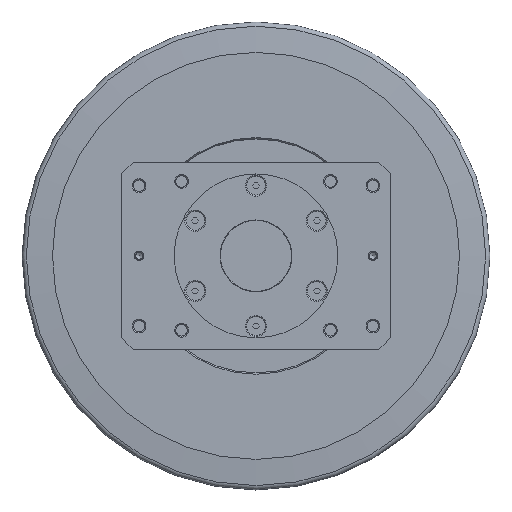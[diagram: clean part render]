
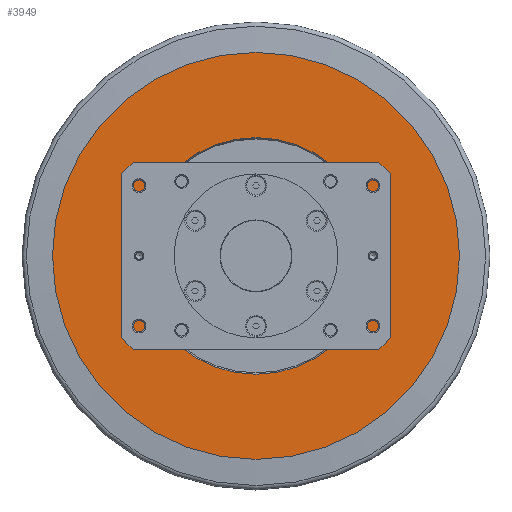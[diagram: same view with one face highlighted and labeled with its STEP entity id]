
A CAD part, top view. The second image highlights one B-rep face of the part: STEP entity #3949.
In plain terms, the highlighted planar face has unit normal (0, 0, 1).
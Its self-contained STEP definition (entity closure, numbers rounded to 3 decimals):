
#812=FACE_BOUND('',#1211,.T.);
#971=FACE_OUTER_BOUND('',#1210,.T.);
#1210=EDGE_LOOP('',(#3111,#3112));
#1211=EDGE_LOOP('',(#3113));
#1411=CIRCLE('',#4282,87.);
#1412=CIRCLE('',#4283,87.);
#1413=CIRCLE('',#4285,50.577);
#1769=VERTEX_POINT('',#6368);
#1770=VERTEX_POINT('',#6370);
#1771=VERTEX_POINT('',#6374);
#2251=EDGE_CURVE('',#1769,#1770,#1411,.T.);
#2252=EDGE_CURVE('',#1770,#1769,#1412,.T.);
#2253=EDGE_CURVE('',#1771,#1771,#1413,.T.);
#3111=ORIENTED_EDGE('',*,*,#2252,.F.);
#3112=ORIENTED_EDGE('',*,*,#2251,.F.);
#3113=ORIENTED_EDGE('',*,*,#2253,.F.);
#3567=PLANE('',#4287);
#3949=ADVANCED_FACE('',(#971,#812),#3567,.T.);
#4282=AXIS2_PLACEMENT_3D('',#6371,#5199,#5200);
#4283=AXIS2_PLACEMENT_3D('',#6372,#5201,#5202);
#4285=AXIS2_PLACEMENT_3D('',#6375,#5205,#5206);
#4287=AXIS2_PLACEMENT_3D('',#6379,#5210,#5211);
#5199=DIRECTION('center_axis',(0.,0.,-1.));
#5200=DIRECTION('ref_axis',(-1.,0.,0.));
#5201=DIRECTION('center_axis',(0.,0.,-1.));
#5202=DIRECTION('ref_axis',(-1.,0.,0.));
#5205=DIRECTION('center_axis',(0.,0.,1.));
#5206=DIRECTION('ref_axis',(0.,-1.,0.));
#5210=DIRECTION('center_axis',(0.,0.,1.));
#5211=DIRECTION('ref_axis',(1.,0.,0.));
#6368=CARTESIAN_POINT('',(0.,-87.,24.8));
#6370=CARTESIAN_POINT('',(0.,87.,24.8));
#6371=CARTESIAN_POINT('Origin',(0.,0.,
24.8));
#6372=CARTESIAN_POINT('Origin',(0.,0.,
24.8));
#6374=CARTESIAN_POINT('',(0.,50.577,24.8));
#6375=CARTESIAN_POINT('Origin',(0.,0.,
24.8));
#6379=CARTESIAN_POINT('Origin',(0.,77.,24.8));
